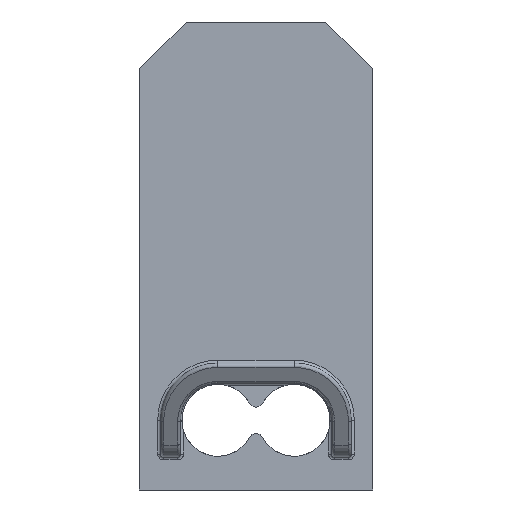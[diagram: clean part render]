
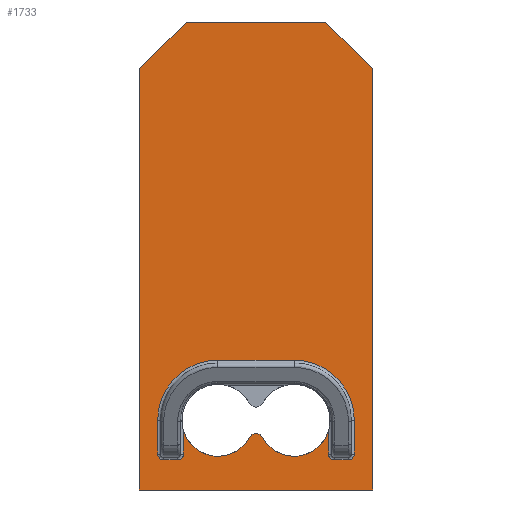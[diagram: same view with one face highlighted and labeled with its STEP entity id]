
A CAD part, front view. The second image highlights one B-rep face of the part: STEP entity #1733.
In plain terms, the highlighted planar face has unit normal (0, -1, 0).
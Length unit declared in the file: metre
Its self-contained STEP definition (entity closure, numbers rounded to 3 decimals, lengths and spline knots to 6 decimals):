
#98=CIRCLE('',#1859,0.0005);
#99=CIRCLE('',#1861,0.00245);
#105=CIRCLE('',#1869,0.00245);
#106=CIRCLE('',#1871,0.0004);
#107=CIRCLE('',#1872,0.0004);
#108=CIRCLE('',#1873,0.0041);
#109=CIRCLE('',#1874,0.0041);
#110=CIRCLE('',#1875,0.0004);
#111=CIRCLE('',#1876,0.0004);
#306=ORIENTED_EDGE('',*,*,#815,.T.);
#307=ORIENTED_EDGE('',*,*,#816,.T.);
#308=ORIENTED_EDGE('',*,*,#817,.F.);
#309=ORIENTED_EDGE('',*,*,#818,.T.);
#310=ORIENTED_EDGE('',*,*,#819,.F.);
#311=ORIENTED_EDGE('',*,*,#779,.T.);
#312=ORIENTED_EDGE('',*,*,#814,.F.);
#313=ORIENTED_EDGE('',*,*,#820,.T.);
#314=ORIENTED_EDGE('',*,*,#821,.T.);
#315=ORIENTED_EDGE('',*,*,#822,.T.);
#316=ORIENTED_EDGE('',*,*,#823,.T.);
#317=ORIENTED_EDGE('',*,*,#824,.T.);
#318=ORIENTED_EDGE('',*,*,#825,.T.);
#319=ORIENTED_EDGE('',*,*,#826,.T.);
#320=ORIENTED_EDGE('',*,*,#827,.T.);
#321=ORIENTED_EDGE('',*,*,#828,.T.);
#322=ORIENTED_EDGE('',*,*,#829,.T.);
#323=ORIENTED_EDGE('',*,*,#830,.T.);
#324=ORIENTED_EDGE('',*,*,#831,.T.);
#325=ORIENTED_EDGE('',*,*,#832,.T.);
#326=ORIENTED_EDGE('',*,*,#802,.F.);
#327=ORIENTED_EDGE('',*,*,#801,.T.);
#779=EDGE_CURVE('',#1040,#1039,#1203,.T.);
#801=EDGE_CURVE('',#1054,#1055,#98,.T.);
#802=EDGE_CURVE('',#1054,#1056,#99,.T.);
#814=EDGE_CURVE('',#1065,#1055,#105,.T.);
#815=EDGE_CURVE('',#1039,#1066,#1225,.T.);
#816=EDGE_CURVE('',#1066,#1067,#1226,.T.);
#817=EDGE_CURVE('',#1068,#1067,#1227,.T.);
#818=EDGE_CURVE('',#1068,#1069,#1228,.F.);
#819=EDGE_CURVE('',#1040,#1069,#1229,.T.);
#820=EDGE_CURVE('',#1065,#1070,#1230,.T.);
#821=EDGE_CURVE('',#1070,#1071,#106,.F.);
#822=EDGE_CURVE('',#1071,#1072,#1231,.T.);
#823=EDGE_CURVE('',#1072,#1073,#107,.F.);
#824=EDGE_CURVE('',#1073,#1074,#1232,.F.);
#825=EDGE_CURVE('',#1074,#1075,#108,.F.);
#826=EDGE_CURVE('',#1075,#1076,#1233,.T.);
#827=EDGE_CURVE('',#1076,#1077,#109,.F.);
#828=EDGE_CURVE('',#1077,#1078,#1234,.T.);
#829=EDGE_CURVE('',#1078,#1079,#110,.F.);
#830=EDGE_CURVE('',#1079,#1080,#1235,.F.);
#831=EDGE_CURVE('',#1080,#1081,#111,.F.);
#832=EDGE_CURVE('',#1081,#1056,#1236,.F.);
#1039=VERTEX_POINT('',#2730);
#1040=VERTEX_POINT('',#2732);
#1054=VERTEX_POINT('',#2768);
#1055=VERTEX_POINT('',#2770);
#1056=VERTEX_POINT('',#2774);
#1065=VERTEX_POINT('',#2808);
#1066=VERTEX_POINT('',#2812);
#1067=VERTEX_POINT('',#2814);
#1068=VERTEX_POINT('',#2816);
#1069=VERTEX_POINT('',#2818);
#1070=VERTEX_POINT('',#2821);
#1071=VERTEX_POINT('',#2823);
#1072=VERTEX_POINT('',#2825);
#1073=VERTEX_POINT('',#2827);
#1074=VERTEX_POINT('',#2829);
#1075=VERTEX_POINT('',#2831);
#1076=VERTEX_POINT('',#2833);
#1077=VERTEX_POINT('',#2835);
#1078=VERTEX_POINT('',#2837);
#1079=VERTEX_POINT('',#2839);
#1080=VERTEX_POINT('',#2841);
#1081=VERTEX_POINT('',#2843);
#1203=LINE('',#2731,#1361);
#1225=LINE('',#2811,#1383);
#1226=LINE('',#2813,#1384);
#1227=LINE('',#2815,#1385);
#1228=LINE('',#2817,#1386);
#1229=LINE('',#2819,#1387);
#1230=LINE('',#2820,#1388);
#1231=LINE('',#2824,#1389);
#1232=LINE('',#2828,#1390);
#1233=LINE('',#2832,#1391);
#1234=LINE('',#2836,#1392);
#1235=LINE('',#2840,#1393);
#1236=LINE('',#2844,#1394);
#1361=VECTOR('',#2130,1.);
#1383=VECTOR('',#2184,1.);
#1384=VECTOR('',#2185,1.);
#1385=VECTOR('',#2186,1.);
#1386=VECTOR('',#2187,1.);
#1387=VECTOR('',#2188,1.);
#1388=VECTOR('',#2189,1.);
#1389=VECTOR('',#2192,1.);
#1390=VECTOR('',#2195,1.);
#1391=VECTOR('',#2198,1.);
#1392=VECTOR('',#2201,1.);
#1393=VECTOR('',#2204,1.);
#1394=VECTOR('',#2207,1.);
#1484=EDGE_LOOP('',(#306,#307,#308,#309,#310,#311));
#1485=EDGE_LOOP('',(#312,#313,#314,#315,#316,#317,#318,#319,#320,#321,#322,
#323,#324,#325,#326,#327));
#1588=FACE_BOUND('',#1484,.T.);
#1589=FACE_BOUND('',#1485,.T.);
#1687=PLANE('',#1870);
#1733=ADVANCED_FACE('',(#1588,#1589),#1687,.T.);
#1859=AXIS2_PLACEMENT_3D('',#2771,#2158,#2159);
#1861=AXIS2_PLACEMENT_3D('',#2773,#2162,#2163);
#1869=AXIS2_PLACEMENT_3D('',#2809,#2180,#2181);
#1870=AXIS2_PLACEMENT_3D('',#2810,#2182,#2183);
#1871=AXIS2_PLACEMENT_3D('',#2822,#2190,#2191);
#1872=AXIS2_PLACEMENT_3D('',#2826,#2193,#2194);
#1873=AXIS2_PLACEMENT_3D('',#2830,#2196,#2197);
#1874=AXIS2_PLACEMENT_3D('',#2834,#2199,#2200);
#1875=AXIS2_PLACEMENT_3D('',#2838,#2202,#2203);
#1876=AXIS2_PLACEMENT_3D('',#2842,#2205,#2206);
#2130=DIRECTION('',(1.,0.,0.));
#2158=DIRECTION('',(0.,-1.,0.));
#2159=DIRECTION('',(0.,0.,-1.));
#2162=DIRECTION('',(0.,-1.,0.));
#2163=DIRECTION('',(0.,0.,-1.));
#2180=DIRECTION('',(0.,-1.,0.));
#2181=DIRECTION('',(0.,0.,-1.));
#2182=DIRECTION('',(0.,-1.,0.));
#2183=DIRECTION('',(1.,0.,0.));
#2184=DIRECTION('',(0.,0.,1.));
#2185=DIRECTION('',(-0.707,0.,0.707));
#2186=DIRECTION('',(1.,0.,0.));
#2187=DIRECTION('',(0.707,0.,0.707));
#2188=DIRECTION('',(0.,0.,1.));
#2189=DIRECTION('',(0.,0.,-1.));
#2190=DIRECTION('',(0.,-1.,0.));
#2191=DIRECTION('',(0.,0.,-1.));
#2192=DIRECTION('',(-1.,0.,0.));
#2193=DIRECTION('',(0.,-1.,0.));
#2194=DIRECTION('',(0.,0.,-1.));
#2195=DIRECTION('',(0.,0.,-1.));
#2196=DIRECTION('',(0.,-1.,0.));
#2197=DIRECTION('',(0.,0.,-1.));
#2198=DIRECTION('',(1.,0.,0.));
#2199=DIRECTION('',(0.,-1.,0.));
#2200=DIRECTION('',(0.,0.,-1.));
#2201=DIRECTION('',(0.,0.,-1.));
#2202=DIRECTION('',(0.,-1.,0.));
#2203=DIRECTION('',(0.,0.,-1.));
#2204=DIRECTION('',(1.,0.,0.));
#2205=DIRECTION('',(0.,-1.,0.));
#2206=DIRECTION('',(0.,0.,-1.));
#2207=DIRECTION('',(0.,0.,-1.));
#2730=CARTESIAN_POINT('',(0.04795,-0.0048,-0.01595));
#2731=CARTESIAN_POINT('',(0.04,-0.0048,-0.01595));
#2732=CARTESIAN_POINT('',(0.03205,-0.0048,-0.01595));
#2768=CARTESIAN_POINT('',(0.040441,-0.0048,-0.012358));
#2770=CARTESIAN_POINT('',(0.039559,-0.0048,-0.012358));
#2771=CARTESIAN_POINT('',(0.04,-0.0048,-0.012594));
#2773=CARTESIAN_POINT('',(0.0426,-0.0048,-0.0112));
#2774=CARTESIAN_POINT('',(0.04495,-0.0048,-0.011893));
#2808=CARTESIAN_POINT('',(0.03505,-0.0048,-0.011893));
#2809=CARTESIAN_POINT('',(0.0374,-0.0048,-0.0112));
#2810=CARTESIAN_POINT('',(0.04,-0.0048,0.));
#2811=CARTESIAN_POINT('',(0.04795,-0.0048,0.));
#2812=CARTESIAN_POINT('',(0.04795,-0.0048,0.01275));
#2813=CARTESIAN_POINT('',(0.05035,-0.0048,0.01035));
#2814=CARTESIAN_POINT('',(0.04475,-0.0048,0.01595));
#2815=CARTESIAN_POINT('',(0.04,-0.0048,0.01595));
#2816=CARTESIAN_POINT('',(0.03525,-0.0048,0.01595));
#2817=CARTESIAN_POINT('',(0.02965,-0.0048,0.01035));
#2818=CARTESIAN_POINT('',(0.03205,-0.0048,0.01275));
#2819=CARTESIAN_POINT('',(0.03205,-0.0048,0.));
#2820=CARTESIAN_POINT('',(0.03505,-0.0048,-0.0135));
#2821=CARTESIAN_POINT('',(0.03505,-0.0048,-0.0135));
#2822=CARTESIAN_POINT('',(0.03465,-0.0048,-0.0135));
#2823=CARTESIAN_POINT('',(0.03465,-0.0048,-0.0139));
#2824=CARTESIAN_POINT('',(0.0337,-0.0048,-0.0139));
#2825=CARTESIAN_POINT('',(0.0337,-0.0048,-0.0139));
#2826=CARTESIAN_POINT('',(0.0337,-0.0048,-0.0135));
#2827=CARTESIAN_POINT('',(0.0333,-0.0048,-0.0135));
#2828=CARTESIAN_POINT('',(0.0333,-0.0048,0.));
#2829=CARTESIAN_POINT('',(0.0333,-0.0048,-0.0112));
#2830=CARTESIAN_POINT('',(0.0374,-0.0048,-0.0112));
#2831=CARTESIAN_POINT('',(0.0374,-0.0048,-0.0071));
#2832=CARTESIAN_POINT('',(0.0426,-0.0048,-0.0071));
#2833=CARTESIAN_POINT('',(0.0426,-0.0048,-0.0071));
#2834=CARTESIAN_POINT('',(0.0426,-0.0048,-0.0112));
#2835=CARTESIAN_POINT('',(0.0467,-0.0048,-0.0112));
#2836=CARTESIAN_POINT('',(0.0467,-0.0048,-0.0135));
#2837=CARTESIAN_POINT('',(0.0467,-0.0048,-0.0135));
#2838=CARTESIAN_POINT('',(0.0463,-0.0048,-0.0135));
#2839=CARTESIAN_POINT('',(0.0463,-0.0048,-0.0139));
#2840=CARTESIAN_POINT('',(0.04,-0.0048,-0.0139));
#2841=CARTESIAN_POINT('',(0.04535,-0.0048,-0.0139));
#2842=CARTESIAN_POINT('',(0.04535,-0.0048,-0.0135));
#2843=CARTESIAN_POINT('',(0.04495,-0.0048,-0.0135));
#2844=CARTESIAN_POINT('',(0.04495,-0.0048,0.));
